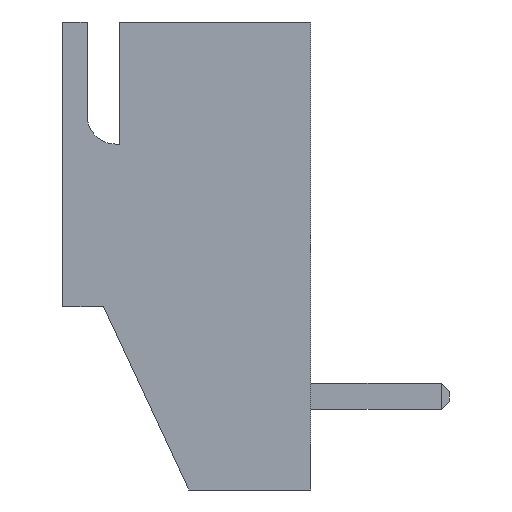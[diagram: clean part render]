
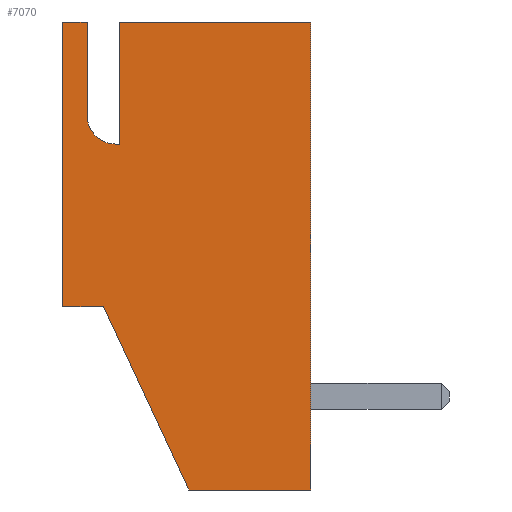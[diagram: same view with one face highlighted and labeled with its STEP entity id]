
A CAD part, left-side view. The second image highlights one B-rep face of the part: STEP entity #7070.
In plain terms, the highlighted planar face has unit normal (-1, 0, 0).
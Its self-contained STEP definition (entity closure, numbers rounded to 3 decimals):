
#82=CIRCLE('',#7506,0.7);
#206=FACE_OUTER_BOUND('',#616,.T.);
#616=EDGE_LOOP('',(#4837,#4838,#4839,#4840,#4841,#4842,#4843,#4844,#4845,
#4846,#4847));
#1104=LINE('',#10039,#2062);
#1108=LINE('',#10047,#2066);
#1110=LINE('',#10052,#2068);
#1118=LINE('',#10069,#2076);
#1135=LINE('',#10106,#2093);
#1168=LINE('',#10177,#2126);
#1172=LINE('',#10187,#2130);
#1173=LINE('',#10189,#2131);
#1174=LINE('',#10191,#2132);
#1175=LINE('',#10192,#2133);
#2062=VECTOR('',#8054,10.);
#2066=VECTOR('',#8062,10.);
#2068=VECTOR('',#8066,10.);
#2076=VECTOR('',#8078,10.);
#2093=VECTOR('',#8117,10.);
#2126=VECTOR('',#8172,10.);
#2130=VECTOR('',#8184,10.);
#2131=VECTOR('',#8187,10.);
#2132=VECTOR('',#8188,10.);
#2133=VECTOR('',#8189,10.);
#3019=VERTEX_POINT('',#10036);
#3020=VERTEX_POINT('',#10038);
#3022=VERTEX_POINT('',#10046);
#3023=VERTEX_POINT('',#10050);
#3024=VERTEX_POINT('',#10051);
#3031=VERTEX_POINT('',#10068);
#3040=VERTEX_POINT('',#10105);
#3066=VERTEX_POINT('',#10174);
#3067=VERTEX_POINT('',#10176);
#3069=VERTEX_POINT('',#10182);
#3070=VERTEX_POINT('',#10190);
#3672=EDGE_CURVE('',#3020,#3019,#1104,.T.);
#3676=EDGE_CURVE('',#3022,#3020,#1108,.T.);
#3678=EDGE_CURVE('',#3023,#3024,#1110,.T.);
#3686=EDGE_CURVE('',#3024,#3031,#1118,.T.);
#3705=EDGE_CURVE('',#3040,#3022,#1135,.T.);
#3740=EDGE_CURVE('',#3067,#3066,#1168,.T.);
#3743=EDGE_CURVE('',#3069,#3040,#82,.T.);
#3746=EDGE_CURVE('',#3066,#3069,#1172,.T.);
#3747=EDGE_CURVE('',#3019,#3023,#1173,.T.);
#3748=EDGE_CURVE('',#3031,#3070,#1174,.T.);
#3749=EDGE_CURVE('',#3070,#3067,#1175,.T.);
#4837=ORIENTED_EDGE('',*,*,#3740,.T.);
#4838=ORIENTED_EDGE('',*,*,#3746,.T.);
#4839=ORIENTED_EDGE('',*,*,#3743,.T.);
#4840=ORIENTED_EDGE('',*,*,#3705,.T.);
#4841=ORIENTED_EDGE('',*,*,#3676,.T.);
#4842=ORIENTED_EDGE('',*,*,#3672,.T.);
#4843=ORIENTED_EDGE('',*,*,#3747,.T.);
#4844=ORIENTED_EDGE('',*,*,#3678,.T.);
#4845=ORIENTED_EDGE('',*,*,#3686,.T.);
#4846=ORIENTED_EDGE('',*,*,#3748,.T.);
#4847=ORIENTED_EDGE('',*,*,#3749,.T.);
#6688=PLANE('',#7508);
#7070=ADVANCED_FACE('',(#206),#6688,.T.);
#7506=AXIS2_PLACEMENT_3D('',#10183,#8178,#8179);
#7508=AXIS2_PLACEMENT_3D('',#10188,#8185,#8186);
#8054=DIRECTION('',(0.,0.,-1.));
#8062=DIRECTION('',(0.,1.,0.));
#8066=DIRECTION('',(0.,-0.423,-0.906));
#8078=DIRECTION('',(0.,-1.,0.));
#8117=DIRECTION('',(0.,0.,1.));
#8172=DIRECTION('',(0.,0.,-1.));
#8178=DIRECTION('center_axis',(1.,0.,0.));
#8179=DIRECTION('ref_axis',(0.,0.,-1.));
#8184=DIRECTION('',(0.,1.,0.));
#8185=DIRECTION('center_axis',(-1.,0.,0.));
#8186=DIRECTION('ref_axis',(0.,0.,1.));
#8187=DIRECTION('',(0.,-1.,0.));
#8188=DIRECTION('',(0.,0.,1.));
#8189=DIRECTION('',(0.,1.,0.));
#10036=CARTESIAN_POINT('',(-18.7,6.1,-7.));
#10038=CARTESIAN_POINT('',(-18.7,6.1,0.));
#10039=CARTESIAN_POINT('',(-18.7,6.1,0.));
#10046=CARTESIAN_POINT('',(-18.7,5.5,0.));
#10047=CARTESIAN_POINT('',(-18.7,0.,0.));
#10050=CARTESIAN_POINT('',(-18.7,5.1,-7.));
#10051=CARTESIAN_POINT('',(-18.7,3.,-11.5));
#10052=CARTESIAN_POINT('',(-18.7,5.1,-7.));
#10068=CARTESIAN_POINT('',(-18.7,0.,-11.5));
#10069=CARTESIAN_POINT('',(-18.7,3.,-11.5));
#10105=CARTESIAN_POINT('',(-18.7,5.5,-2.3));
#10106=CARTESIAN_POINT('',(-18.7,5.5,-5.25));
#10174=CARTESIAN_POINT('',(-18.7,4.7,-3.));
#10176=CARTESIAN_POINT('',(-18.7,4.7,0.));
#10177=CARTESIAN_POINT('',(-18.7,4.7,-3.25));
#10182=CARTESIAN_POINT('',(-18.7,4.8,-3.));
#10183=CARTESIAN_POINT('Origin',(-18.7,4.8,-2.3));
#10187=CARTESIAN_POINT('',(-18.7,3.925,-3.));
#10188=CARTESIAN_POINT('Origin',(-18.7,3.05,-3.5));
#10189=CARTESIAN_POINT('',(-18.7,6.1,-7.));
#10190=CARTESIAN_POINT('',(-18.7,0.,0.));
#10191=CARTESIAN_POINT('',(-18.7,0.,-11.5));
#10192=CARTESIAN_POINT('',(-18.7,0.,0.));
